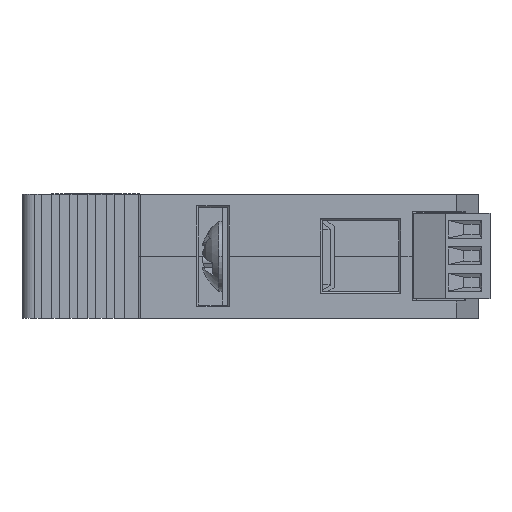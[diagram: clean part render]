
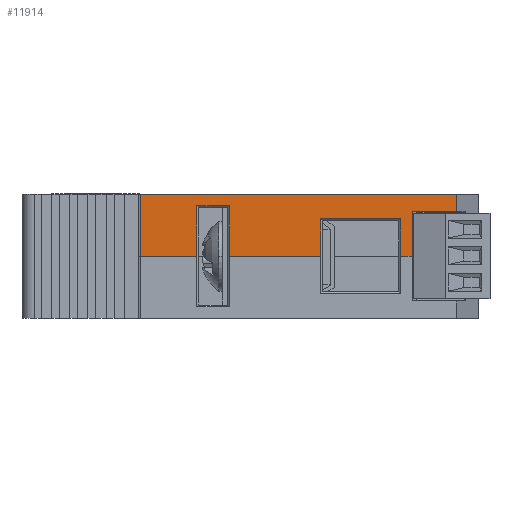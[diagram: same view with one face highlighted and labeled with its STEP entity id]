
A CAD part, left-side view. The second image highlights one B-rep face of the part: STEP entity #11914.
In plain terms, the highlighted planar face has unit normal (-1, 0, 0).
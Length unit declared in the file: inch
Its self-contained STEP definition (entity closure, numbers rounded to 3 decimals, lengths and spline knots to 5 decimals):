
#176 = EDGE_CURVE ( 'NONE', #5234, #60576, #45947, .T. ) ;
#1792 = ORIENTED_EDGE ( 'NONE', *, *, #17686, .T. ) ;
#2152 = CARTESIAN_POINT ( 'NONE',  ( -1.76825, 0.961, 0.2115 ) ) ;
#2619 = VECTOR ( 'NONE', #66719, 39.37008 ) ;
#3298 = LINE ( 'NONE', #29639, #54104 ) ;
#4783 = VERTEX_POINT ( 'NONE', #37634 ) ;
#5110 = EDGE_CURVE ( 'NONE', #4783, #92097, #14237, .T. ) ;
#5234 = VERTEX_POINT ( 'NONE', #11354 ) ;
#5324 = CARTESIAN_POINT ( 'NONE',  ( -1.76825, 0.961, 0.35075 ) ) ;
#8576 = VERTEX_POINT ( 'NONE', #17121 ) ;
#8764 = DIRECTION ( 'NONE',  ( 0., -1., 0. ) ) ;
#8941 = CARTESIAN_POINT ( 'NONE',  ( -1.76825, -0.068, 0.35075 ) ) ;
#9080 = ORIENTED_EDGE ( 'NONE', *, *, #22851, .F. ) ;
#9431 = EDGE_CURVE ( 'NONE', #62208, #73196, #25501, .T. ) ;
#10301 = CARTESIAN_POINT ( 'NONE',  ( -1.76825, 0.961, 0. ) ) ;
#10985 = EDGE_CURVE ( 'NONE', #46428, #62208, #91962, .T. ) ;
#11354 = CARTESIAN_POINT ( 'NONE',  ( -1.76825, 0.951, 0.35075 ) ) ;
#11468 = PLANE ( 'NONE',  #14083 ) ;
#11914 = ADVANCED_FACE ( 'NONE', ( #40565 ), #11468, .F. ) ;
#13455 = CARTESIAN_POINT ( 'NONE',  ( -1.76825, 0.961, 0. ) ) ;
#13547 = VECTOR ( 'NONE', #85858, 39.37008 ) ;
#14083 = AXIS2_PLACEMENT_3D ( 'NONE', #33237, #25043, #32284 ) ;
#14237 = LINE ( 'NONE', #77046, #65072 ) ;
#15438 = VERTEX_POINT ( 'NONE', #87090 ) ;
#15791 = CARTESIAN_POINT ( 'NONE',  ( -1.76825, 0.4475, 0.28525 ) ) ;
#16031 = CARTESIAN_POINT ( 'NONE',  ( -1.76825, -0.836, 0.25275 ) ) ;
#16426 = LINE ( 'NONE', #22623, #74067 ) ;
#17121 = CARTESIAN_POINT ( 'NONE',  ( -1.76825, 0.951, 0. ) ) ;
#17686 = EDGE_CURVE ( 'NONE', #92097, #54623, #16426, .T. ) ;
#17886 = ORIENTED_EDGE ( 'NONE', *, *, #10985, .T. ) ;
#19632 = VERTEX_POINT ( 'NONE', #16031 ) ;
#22623 = CARTESIAN_POINT ( 'NONE',  ( -1.76825, 0.961, 0. ) ) ;
#22851 = EDGE_CURVE ( 'NONE', #19632, #59387, #45189, .T. ) ;
#22993 = DIRECTION ( 'NONE',  ( 0., 0., 1. ) ) ;
#25043 = DIRECTION ( 'NONE',  ( 1., 0., 0. ) ) ;
#25418 = ORIENTED_EDGE ( 'NONE', *, *, #79653, .T. ) ;
#25423 = VECTOR ( 'NONE', #45206, 39.37008 ) ;
#25501 = LINE ( 'NONE', #56121, #93422 ) ;
#25505 = CARTESIAN_POINT ( 'NONE',  ( -1.76825, -0.068, 0.2115 ) ) ;
#26426 = ORIENTED_EDGE ( 'NONE', *, *, #38726, .T. ) ;
#27575 = CARTESIAN_POINT ( 'NONE',  ( -1.76825, 0.4475, 0. ) ) ;
#27736 = DIRECTION ( 'NONE',  ( 0., 0., -1. ) ) ;
#29639 = CARTESIAN_POINT ( 'NONE',  ( -1.76825, -0.836, -0.35075 ) ) ;
#30056 = VERTEX_POINT ( 'NONE', #25505 ) ;
#32284 = DIRECTION ( 'NONE',  ( 0., 1., 0. ) ) ;
#33237 = CARTESIAN_POINT ( 'NONE',  ( -1.76825, 0.961, 0.35075 ) ) ;
#34407 = CARTESIAN_POINT ( 'NONE',  ( -1.76825, 0.951, 0.35075 ) ) ;
#34680 = ORIENTED_EDGE ( 'NONE', *, *, #9431, .T. ) ;
#34746 = ORIENTED_EDGE ( 'NONE', *, *, #5110, .T. ) ;
#35813 = DIRECTION ( 'NONE',  ( 0., 1., 0. ) ) ;
#35988 = ORIENTED_EDGE ( 'NONE', *, *, #86711, .T. ) ;
#37399 = ORIENTED_EDGE ( 'NONE', *, *, #71186, .F. ) ;
#37634 = CARTESIAN_POINT ( 'NONE',  ( -1.76825, -0.5205, 0.2115 ) ) ;
#37934 = VECTOR ( 'NONE', #69169, 39.37008 ) ;
#38726 = EDGE_CURVE ( 'NONE', #5234, #8576, #71064, .T. ) ;
#39015 = DIRECTION ( 'NONE',  ( 0., -1., 0. ) ) ;
#40115 = CARTESIAN_POINT ( 'NONE',  ( -1.76825, -0.586, -0.25225 ) ) ;
#40565 = FACE_OUTER_BOUND ( 'NONE', #92243, .T. ) ;
#41410 = CARTESIAN_POINT ( 'NONE',  ( -1.76825, -0.836, 0.35075 ) ) ;
#41619 = CARTESIAN_POINT ( 'NONE',  ( -1.76825, -0.5205, 0. ) ) ;
#41659 = ORIENTED_EDGE ( 'NONE', *, *, #67793, .T. ) ;
#42462 = CARTESIAN_POINT ( 'NONE',  ( -1.76825, -0.586, 0.25275 ) ) ;
#43935 = LINE ( 'NONE', #2152, #55216 ) ;
#45189 = LINE ( 'NONE', #42462, #62124 ) ;
#45206 = DIRECTION ( 'NONE',  ( 0., 0., 1. ) ) ;
#45947 = LINE ( 'NONE', #5324, #92304 ) ;
#46428 = VERTEX_POINT ( 'NONE', #93680 ) ;
#48865 = VECTOR ( 'NONE', #49505, 39.37008 ) ;
#49505 = DIRECTION ( 'NONE',  ( 0., 0., 1. ) ) ;
#51154 = ORIENTED_EDGE ( 'NONE', *, *, #93397, .T. ) ;
#51890 = LINE ( 'NONE', #10301, #55287 ) ;
#53049 = CARTESIAN_POINT ( 'NONE',  ( -1.76825, -0.586, 0.25275 ) ) ;
#53294 = VERTEX_POINT ( 'NONE', #81683 ) ;
#54104 = VECTOR ( 'NONE', #22993, 39.37008 ) ;
#54214 = LINE ( 'NONE', #13455, #13547 ) ;
#54623 = VERTEX_POINT ( 'NONE', #76126 ) ;
#55216 = VECTOR ( 'NONE', #75956, 39.37008 ) ;
#55253 = ORIENTED_EDGE ( 'NONE', *, *, #176, .F. ) ;
#55287 = VECTOR ( 'NONE', #39015, 39.37008 ) ;
#56110 = DIRECTION ( 'NONE',  ( 0., -1., 0. ) ) ;
#56121 = CARTESIAN_POINT ( 'NONE',  ( -1.76825, 0.4475, 0.35075 ) ) ;
#56197 = DIRECTION ( 'NONE',  ( 0., 0., -1. ) ) ;
#57078 = CARTESIAN_POINT ( 'NONE',  ( -1.76825, 0.6305, 0.35075 ) ) ;
#59387 = VERTEX_POINT ( 'NONE', #53049 ) ;
#60576 = VERTEX_POINT ( 'NONE', #41410 ) ;
#62124 = VECTOR ( 'NONE', #35813, 39.37008 ) ;
#62208 = VERTEX_POINT ( 'NONE', #15791 ) ;
#65072 = VECTOR ( 'NONE', #56197, 39.37008 ) ;
#66719 = DIRECTION ( 'NONE',  ( 0., -1., 0. ) ) ;
#67347 = CARTESIAN_POINT ( 'NONE',  ( -1.76825, 0.961, 0.28525 ) ) ;
#67793 = EDGE_CURVE ( 'NONE', #53294, #30056, #71592, .T. ) ;
#69169 = DIRECTION ( 'NONE',  ( 0., 0., -1. ) ) ;
#69742 = EDGE_CURVE ( 'NONE', #73196, #53294, #54214, .T. ) ;
#71064 = LINE ( 'NONE', #34407, #85864 ) ;
#71186 = EDGE_CURVE ( 'NONE', #59387, #54623, #88787, .T. ) ;
#71592 = LINE ( 'NONE', #8941, #25423 ) ;
#73196 = VERTEX_POINT ( 'NONE', #27575 ) ;
#74067 = VECTOR ( 'NONE', #8764, 39.37008 ) ;
#74947 = ORIENTED_EDGE ( 'NONE', *, *, #77878, .T. ) ;
#75956 = DIRECTION ( 'NONE',  ( 0., -1., 0. ) ) ;
#76126 = CARTESIAN_POINT ( 'NONE',  ( -1.76825, -0.586, 0. ) ) ;
#77046 = CARTESIAN_POINT ( 'NONE',  ( -1.76825, -0.5205, 0.35075 ) ) ;
#77878 = EDGE_CURVE ( 'NONE', #30056, #4783, #43935, .T. ) ;
#79653 = EDGE_CURVE ( 'NONE', #19632, #60576, #3298, .T. ) ;
#81683 = CARTESIAN_POINT ( 'NONE',  ( -1.76825, -0.068, 0. ) ) ;
#85042 = DIRECTION ( 'NONE',  ( 0., 0., -1. ) ) ;
#85858 = DIRECTION ( 'NONE',  ( 0., -1., 0. ) ) ;
#85864 = VECTOR ( 'NONE', #85042, 39.37008 ) ;
#86711 = EDGE_CURVE ( 'NONE', #15438, #46428, #93107, .T. ) ;
#87090 = CARTESIAN_POINT ( 'NONE',  ( -1.76825, 0.6305, 0. ) ) ;
#88171 = ORIENTED_EDGE ( 'NONE', *, *, #69742, .T. ) ;
#88787 = LINE ( 'NONE', #40115, #37934 ) ;
#91962 = LINE ( 'NONE', #67347, #2619 ) ;
#92097 = VERTEX_POINT ( 'NONE', #41619 ) ;
#92243 = EDGE_LOOP ( 'NONE', ( #26426, #51154, #35988, #17886, #34680, #88171, #41659, #74947, #34746, #1792, #37399, #9080, #25418, #55253 ) ) ;
#92304 = VECTOR ( 'NONE', #56110, 39.37008 ) ;
#93107 = LINE ( 'NONE', #57078, #48865 ) ;
#93397 = EDGE_CURVE ( 'NONE', #8576, #15438, #51890, .T. ) ;
#93422 = VECTOR ( 'NONE', #27736, 39.37008 ) ;
#93680 = CARTESIAN_POINT ( 'NONE',  ( -1.76825, 0.6305, 0.28525 ) ) ;
